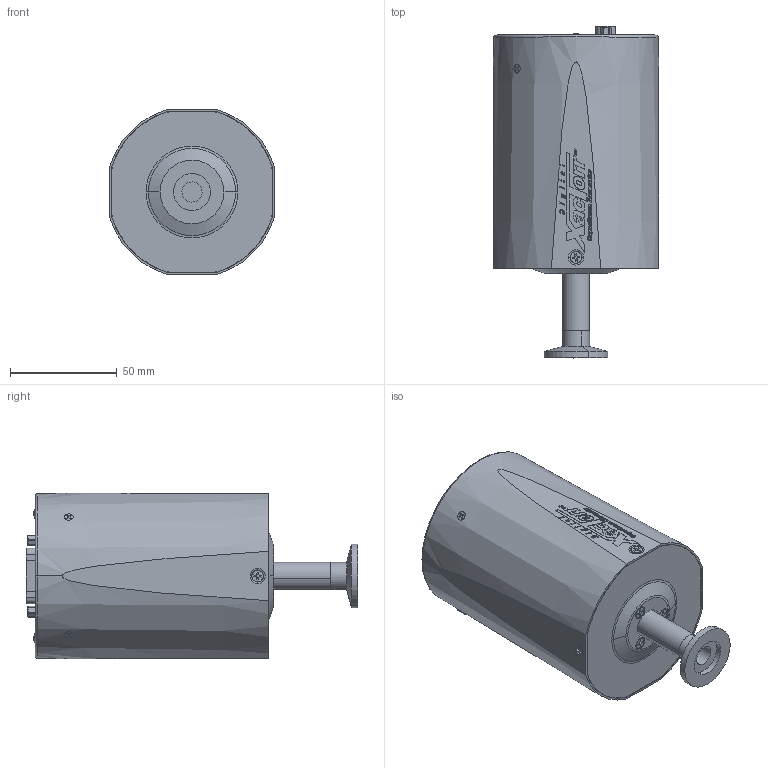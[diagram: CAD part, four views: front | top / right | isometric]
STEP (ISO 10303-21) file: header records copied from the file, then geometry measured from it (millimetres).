
FILE_DESCRIPTION (( 'STEP AP203' ), '1' );
FILE_NAME ('CMX-0-XXX-2-2.STEP', '2017-09-29T13:56:16', ( 'mrutkowski' ), ( 'Hewlett-Packard Company' ), 'SwSTEP 2.0', 'SolidWorks 2017', '' );
FILE_SCHEMA (( 'CONFIG_CONTROL_DESIGN' ));
Products named in the file (1): CMX-0-XXX-2-2
Bounding box: 77.44 x 155.53 x 77.44 mm (x, y, z)
Surface area: 81360.9 mm2 (no closed solid volume)
Topology: 0 solids, 118 shells, 1048 faces, 7416 edges, 6306 vertices
Faces by surface type: plane 658, bspline 182, cylinder 124, cone 48, torus 32, sphere 4
Entity records: 87175 total; most frequent: CARTESIAN_POINT 36343, ORIENTED_EDGE 9345, DIRECTION 8490, EDGE_CURVE 7410, VERTEX_POINT 6306, LINE 5344, VECTOR 5344, AXIS2_PLACEMENT_3D 1573
